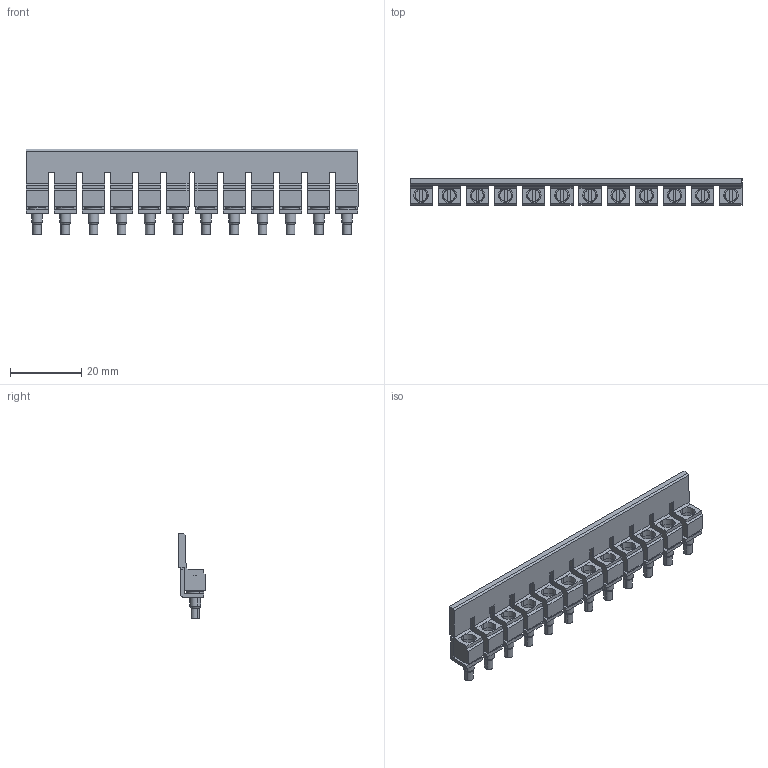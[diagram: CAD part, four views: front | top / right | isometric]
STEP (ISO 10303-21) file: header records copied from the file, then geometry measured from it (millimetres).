
FILE_DESCRIPTION(('CATIA V5 STEP Exchange','CAx-IF Rec.Pracs.--- Model Styling and Organization---1.4--- 2014-01-23'),'2;1');
FILE_NAME ('005242-10_0', '2021-06-17T07:12:26+00:00', ('none'), ('Weidmueller'), 'CATIA Version 5-6 Release 2016 SP3 HF44', 'CATIA V5 STEP AP214', 'none');
FILE_SCHEMA(('AUTOMOTIVE_DESIGN { 1 0 10303 214 1 1 1 1 }'));
Length unit declared in the file: millimetre
Products named in the file (1): 1062720000
Bounding box: 93.13 x 7.54 x 24 mm (x, y, z)
Volume: 5300 mm3; surface area: 10621.6 mm2
Topology: 2 solids, 2 shells, 527 faces, 1441 edges, 942 vertices
Faces by surface type: plane 347, cylinder 132, cone 48
Entity records: 15055 total; most frequent: ORIENTED_EDGE 2882, CARTESIAN_POINT 2864, DIRECTION 1881, EDGE_CURVE 1441, VECTOR 1009, LINE 1009, VERTEX_POINT 942, AXIS2_PLACEMENT_3D 629
